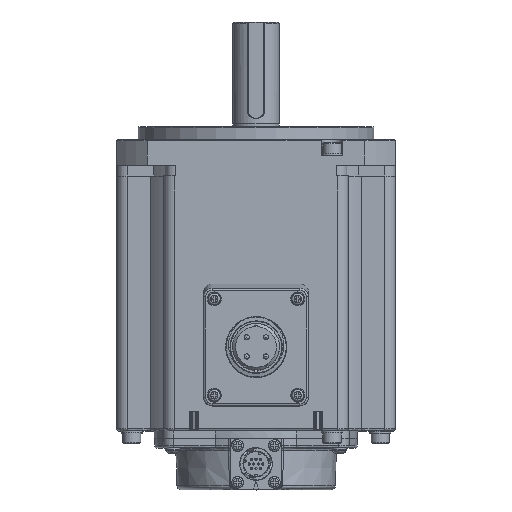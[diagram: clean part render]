
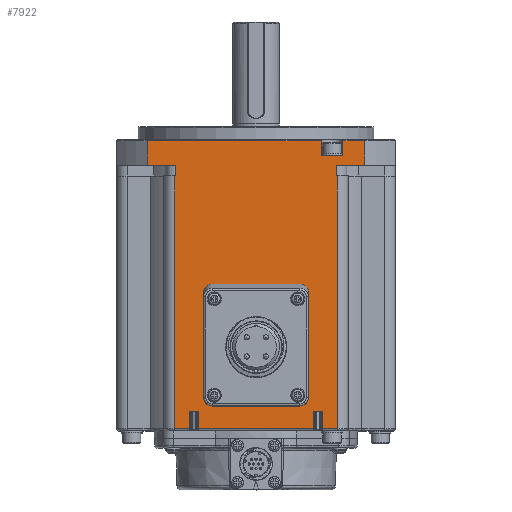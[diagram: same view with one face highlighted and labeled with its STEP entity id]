
A CAD part, top view. The second image highlights one B-rep face of the part: STEP entity #7922.
In plain terms, the highlighted planar face has unit normal (0, 0, 1).
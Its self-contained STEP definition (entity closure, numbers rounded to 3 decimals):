
#2453=CARTESIAN_POINT('',(-27.026,-11.,0.));
#2454=VERTEX_POINT('',#2453);
#2462=CARTESIAN_POINT('',(-30.974,-11.,0.));
#2463=VERTEX_POINT('',#2462);
#2464=CARTESIAN_POINT('',(-27.026,-11.,0.));
#2465=DIRECTION('',(-1.,0.,0.));
#2466=VECTOR('',#2465,3.949);
#2467=LINE('',#2464,#2466);
#2468=EDGE_CURVE('',#2454,#2463,#2467,.T.);
#2530=CARTESIAN_POINT('',(30.974,-11.,0.));
#2531=VERTEX_POINT('',#2530);
#2539=CARTESIAN_POINT('',(27.026,-11.,0.));
#2540=VERTEX_POINT('',#2539);
#2541=CARTESIAN_POINT('',(30.974,-11.,0.));
#2542=DIRECTION('',(-1.,0.,0.));
#2543=VECTOR('',#2542,3.949);
#2544=LINE('',#2541,#2543);
#2545=EDGE_CURVE('',#2531,#2540,#2544,.T.);
#5877=CARTESIAN_POINT('',(30.45,108.5,0.));
#5878=VERTEX_POINT('',#5877);
#5885=CARTESIAN_POINT('',(40.55,108.5,0.));
#5886=VERTEX_POINT('',#5885);
#5887=CARTESIAN_POINT('',(30.45,108.5,0.));
#5888=DIRECTION('',(1.,0.,0.));
#5889=VECTOR('',#5888,10.1);
#5890=LINE('',#5887,#5889);
#5891=EDGE_CURVE('',#5878,#5886,#5890,.T.);
#6653=CARTESIAN_POINT('',(50.806,104.,0.));
#6654=VERTEX_POINT('',#6653);
#6662=CARTESIAN_POINT('',(37.5,104.,0.));
#6663=VERTEX_POINT('',#6662);
#6664=CARTESIAN_POINT('',(50.806,104.,0.));
#6665=DIRECTION('',(-1.,0.,0.));
#6666=VECTOR('',#6665,13.306);
#6667=LINE('',#6664,#6666);
#6668=EDGE_CURVE('',#6654,#6663,#6667,.T.);
#6706=CARTESIAN_POINT('',(37.5,99.,0.));
#6707=VERTEX_POINT('',#6706);
#6708=CARTESIAN_POINT('',(37.5,104.,0.));
#6709=DIRECTION('',(0.,-1.,0.));
#6710=VECTOR('',#6709,5.);
#6711=LINE('',#6708,#6710);
#6712=EDGE_CURVE('',#6663,#6707,#6711,.T.);
#6730=CARTESIAN_POINT('',(-37.5,104.,0.));
#6731=VERTEX_POINT('',#6730);
#6740=CARTESIAN_POINT('',(-37.5,99.,0.));
#6741=VERTEX_POINT('',#6740);
#6749=CARTESIAN_POINT('',(-37.5,99.,0.));
#6750=DIRECTION('',(0.,1.,0.));
#6751=VECTOR('',#6750,5.);
#6752=LINE('',#6749,#6751);
#6753=EDGE_CURVE('',#6741,#6731,#6752,.T.);
#6763=CARTESIAN_POINT('',(-50.806,104.,0.));
#6764=VERTEX_POINT('',#6763);
#6793=CARTESIAN_POINT('',(-37.5,104.,0.));
#6794=DIRECTION('',(-1.,0.,0.));
#6795=VECTOR('',#6794,13.306);
#6796=LINE('',#6793,#6795);
#6797=EDGE_CURVE('',#6731,#6764,#6796,.T.);
#7699=CARTESIAN_POINT('',(-50.806,115.5,0.));
#7700=VERTEX_POINT('',#7699);
#7701=CARTESIAN_POINT('',(-50.806,104.,0.));
#7702=DIRECTION('',(0.,1.,0.));
#7703=VECTOR('',#7702,11.5);
#7704=LINE('',#7701,#7703);
#7705=EDGE_CURVE('',#6764,#7700,#7704,.T.);
#7719=CARTESIAN_POINT('',(38.,-7.,0.));
#7720=DIRECTION('',(0.,1.,0.));
#7721=DIRECTION('',(0.,-0.,1.));
#7722=AXIS2_PLACEMENT_3D('',#7719,#7721,#7720);
#7723=PLANE('',#7722);
#7724=ORIENTED_EDGE('',*,*,#2468,.F.);
#7725=CARTESIAN_POINT('',(-27.026,-19.,0.));
#7726=VERTEX_POINT('',#7725);
#7727=CARTESIAN_POINT('',(-27.026,-11.,0.));
#7728=DIRECTION('',(0.,-1.,0.));
#7729=VECTOR('',#7728,8.);
#7730=LINE('',#7727,#7729);
#7731=EDGE_CURVE('',#2454,#7726,#7730,.T.);
#7732=ORIENTED_EDGE('',*,*,#7731,.T.);
#7733=CARTESIAN_POINT('',(27.026,-19.,0.));
#7734=VERTEX_POINT('',#7733);
#7735=CARTESIAN_POINT('',(-27.026,-19.,0.));
#7736=DIRECTION('',(1.,0.,0.));
#7737=VECTOR('',#7736,54.051);
#7738=LINE('',#7735,#7737);
#7739=EDGE_CURVE('',#7726,#7734,#7738,.T.);
#7740=ORIENTED_EDGE('',*,*,#7739,.T.);
#7741=CARTESIAN_POINT('',(27.026,-19.,0.));
#7742=DIRECTION('',(0.,1.,0.));
#7743=VECTOR('',#7742,8.);
#7744=LINE('',#7741,#7743);
#7745=EDGE_CURVE('',#7734,#2540,#7744,.T.);
#7746=ORIENTED_EDGE('',*,*,#7745,.T.);
#7747=ORIENTED_EDGE('',*,*,#2545,.F.);
#7748=CARTESIAN_POINT('',(30.974,-19.,0.));
#7749=VERTEX_POINT('',#7748);
#7750=CARTESIAN_POINT('',(30.974,-11.,0.));
#7751=DIRECTION('',(0.,-1.,0.));
#7752=VECTOR('',#7751,8.);
#7753=LINE('',#7750,#7752);
#7754=EDGE_CURVE('',#2531,#7749,#7753,.T.);
#7755=ORIENTED_EDGE('',*,*,#7754,.T.);
#7756=CARTESIAN_POINT('',(38.,-19.,0.));
#7757=VERTEX_POINT('',#7756);
#7758=CARTESIAN_POINT('',(30.974,-19.,0.));
#7759=DIRECTION('',(1.,0.,0.));
#7760=VECTOR('',#7759,7.026);
#7761=LINE('',#7758,#7760);
#7762=EDGE_CURVE('',#7749,#7757,#7761,.T.);
#7763=ORIENTED_EDGE('',*,*,#7762,.T.);
#7764=CARTESIAN_POINT('',(38.,99.,0.));
#7765=VERTEX_POINT('',#7764);
#7766=CARTESIAN_POINT('',(38.,-19.,0.));
#7767=DIRECTION('',(0.,1.,0.));
#7768=VECTOR('',#7767,118.);
#7769=LINE('',#7766,#7768);
#7770=EDGE_CURVE('',#7757,#7765,#7769,.T.);
#7771=ORIENTED_EDGE('',*,*,#7770,.T.);
#7772=CARTESIAN_POINT('',(38.,99.,0.));
#7773=DIRECTION('',(-1.,0.,0.));
#7774=VECTOR('',#7773,0.5);
#7775=LINE('',#7772,#7774);
#7776=EDGE_CURVE('',#7765,#6707,#7775,.T.);
#7777=ORIENTED_EDGE('',*,*,#7776,.T.);
#7778=ORIENTED_EDGE('',*,*,#6712,.F.);
#7779=ORIENTED_EDGE('',*,*,#6668,.F.);
#7780=CARTESIAN_POINT('',(50.806,115.5,0.));
#7781=VERTEX_POINT('',#7780);
#7782=CARTESIAN_POINT('',(50.806,104.,0.));
#7783=DIRECTION('',(0.,1.,0.));
#7784=VECTOR('',#7783,11.5);
#7785=LINE('',#7782,#7784);
#7786=EDGE_CURVE('',#6654,#7781,#7785,.T.);
#7787=ORIENTED_EDGE('',*,*,#7786,.T.);
#7788=CARTESIAN_POINT('',(40.55,115.5,0.));
#7789=VERTEX_POINT('',#7788);
#7790=CARTESIAN_POINT('',(50.806,115.5,0.));
#7791=DIRECTION('',(-1.,0.,0.));
#7792=VECTOR('',#7791,10.256);
#7793=LINE('',#7790,#7792);
#7794=EDGE_CURVE('',#7781,#7789,#7793,.T.);
#7795=ORIENTED_EDGE('',*,*,#7794,.T.);
#7796=CARTESIAN_POINT('',(40.55,115.5,0.));
#7797=DIRECTION('',(0.,-1.,0.));
#7798=VECTOR('',#7797,7.);
#7799=LINE('',#7796,#7798);
#7800=EDGE_CURVE('',#7789,#5886,#7799,.T.);
#7801=ORIENTED_EDGE('',*,*,#7800,.T.);
#7802=ORIENTED_EDGE('',*,*,#5891,.F.);
#7803=CARTESIAN_POINT('',(30.45,115.5,0.));
#7804=VERTEX_POINT('',#7803);
#7805=CARTESIAN_POINT('',(30.45,108.5,0.));
#7806=DIRECTION('',(0.,1.,0.));
#7807=VECTOR('',#7806,7.);
#7808=LINE('',#7805,#7807);
#7809=EDGE_CURVE('',#5878,#7804,#7808,.T.);
#7810=ORIENTED_EDGE('',*,*,#7809,.T.);
#7811=CARTESIAN_POINT('',(30.45,115.5,0.));
#7812=DIRECTION('',(-1.,0.,0.));
#7813=VECTOR('',#7812,81.256);
#7814=LINE('',#7811,#7813);
#7815=EDGE_CURVE('',#7804,#7700,#7814,.T.);
#7816=ORIENTED_EDGE('',*,*,#7815,.T.);
#7817=ORIENTED_EDGE('',*,*,#7705,.F.);
#7818=ORIENTED_EDGE('',*,*,#6797,.F.);
#7819=ORIENTED_EDGE('',*,*,#6753,.F.);
#7820=CARTESIAN_POINT('',(-38.,99.,0.));
#7821=VERTEX_POINT('',#7820);
#7822=CARTESIAN_POINT('',(-37.5,99.,0.));
#7823=DIRECTION('',(-1.,0.,0.));
#7824=VECTOR('',#7823,0.5);
#7825=LINE('',#7822,#7824);
#7826=EDGE_CURVE('',#6741,#7821,#7825,.T.);
#7827=ORIENTED_EDGE('',*,*,#7826,.T.);
#7828=CARTESIAN_POINT('',(-38.,-19.,0.));
#7829=VERTEX_POINT('',#7828);
#7830=CARTESIAN_POINT('',(-38.,99.,0.));
#7831=DIRECTION('',(0.,-1.,0.));
#7832=VECTOR('',#7831,118.);
#7833=LINE('',#7830,#7832);
#7834=EDGE_CURVE('',#7821,#7829,#7833,.T.);
#7835=ORIENTED_EDGE('',*,*,#7834,.T.);
#7836=CARTESIAN_POINT('',(-30.974,-19.,0.));
#7837=VERTEX_POINT('',#7836);
#7838=CARTESIAN_POINT('',(-38.,-19.,0.));
#7839=DIRECTION('',(1.,0.,0.));
#7840=VECTOR('',#7839,7.026);
#7841=LINE('',#7838,#7840);
#7842=EDGE_CURVE('',#7829,#7837,#7841,.T.);
#7843=ORIENTED_EDGE('',*,*,#7842,.T.);
#7844=CARTESIAN_POINT('',(-30.974,-19.,0.));
#7845=DIRECTION('',(0.,1.,0.));
#7846=VECTOR('',#7845,8.);
#7847=LINE('',#7844,#7846);
#7848=EDGE_CURVE('',#7837,#2463,#7847,.T.);
#7849=ORIENTED_EDGE('',*,*,#7848,.T.);
#7850=EDGE_LOOP('',(#7724,#7732,#7740,#7746,#7747,#7755,#7763,#7771,#7777,#7778,#7779,#7787,#7795,#7801,#7802,#7810,#7816,#7817,#7818,#7819,#7827,#7835,#7843,#7849));
#7851=FACE_OUTER_BOUND('',#7850,.T.);
#7852=CARTESIAN_POINT('',(-20.5,48.5,0.));
#7853=VERTEX_POINT('',#7852);
#7854=CARTESIAN_POINT('',(20.5,48.5,0.));
#7855=VERTEX_POINT('',#7854);
#7856=CARTESIAN_POINT('',(-20.5,48.5,0.));
#7857=DIRECTION('',(1.,0.,0.));
#7858=VECTOR('',#7857,41.);
#7859=LINE('',#7856,#7858);
#7860=EDGE_CURVE('',#7853,#7855,#7859,.T.);
#7861=ORIENTED_EDGE('',*,*,#7860,.T.);
#7862=CARTESIAN_POINT('',(24.5,44.5,0.));
#7863=VERTEX_POINT('',#7862);
#7864=CARTESIAN_POINT('',(20.5,44.5,0.));
#7865=DIRECTION('',(0.,1.,0.));
#7866=DIRECTION('',(0.,-0.,-1.));
#7867=AXIS2_PLACEMENT_3D('',#7864,#7866,#7865);
#7868=CIRCLE('',#7867,4.);
#7869=EDGE_CURVE('',#7855,#7863,#7868,.T.);
#7870=ORIENTED_EDGE('',*,*,#7869,.T.);
#7871=CARTESIAN_POINT('',(24.5,-4.5,0.));
#7872=VERTEX_POINT('',#7871);
#7873=CARTESIAN_POINT('',(24.5,44.5,0.));
#7874=DIRECTION('',(0.,-1.,0.));
#7875=VECTOR('',#7874,49.);
#7876=LINE('',#7873,#7875);
#7877=EDGE_CURVE('',#7863,#7872,#7876,.T.);
#7878=ORIENTED_EDGE('',*,*,#7877,.T.);
#7879=CARTESIAN_POINT('',(20.5,-8.5,0.));
#7880=VERTEX_POINT('',#7879);
#7881=CARTESIAN_POINT('',(20.5,-4.5,0.));
#7882=DIRECTION('',(1.,0.,0.));
#7883=DIRECTION('',(-0.,0.,-1.));
#7884=AXIS2_PLACEMENT_3D('',#7881,#7883,#7882);
#7885=CIRCLE('',#7884,4.);
#7886=EDGE_CURVE('',#7872,#7880,#7885,.T.);
#7887=ORIENTED_EDGE('',*,*,#7886,.T.);
#7888=CARTESIAN_POINT('',(-20.5,-8.5,0.));
#7889=VERTEX_POINT('',#7888);
#7890=CARTESIAN_POINT('',(20.5,-8.5,0.));
#7891=DIRECTION('',(-1.,0.,0.));
#7892=VECTOR('',#7891,41.);
#7893=LINE('',#7890,#7892);
#7894=EDGE_CURVE('',#7880,#7889,#7893,.T.);
#7895=ORIENTED_EDGE('',*,*,#7894,.T.);
#7896=CARTESIAN_POINT('',(-24.5,-4.5,0.));
#7897=VERTEX_POINT('',#7896);
#7898=CARTESIAN_POINT('',(-20.5,-4.5,0.));
#7899=DIRECTION('',(0.,-1.,0.));
#7900=DIRECTION('',(0.,0.,-1.));
#7901=AXIS2_PLACEMENT_3D('',#7898,#7900,#7899);
#7902=CIRCLE('',#7901,4.);
#7903=EDGE_CURVE('',#7889,#7897,#7902,.T.);
#7904=ORIENTED_EDGE('',*,*,#7903,.T.);
#7905=CARTESIAN_POINT('',(-24.5,44.5,0.));
#7906=VERTEX_POINT('',#7905);
#7907=CARTESIAN_POINT('',(-24.5,-4.5,0.));
#7908=DIRECTION('',(0.,1.,0.));
#7909=VECTOR('',#7908,49.);
#7910=LINE('',#7907,#7909);
#7911=EDGE_CURVE('',#7897,#7906,#7910,.T.);
#7912=ORIENTED_EDGE('',*,*,#7911,.T.);
#7913=CARTESIAN_POINT('',(-20.5,44.5,0.));
#7914=DIRECTION('',(-1.,0.,0.));
#7915=DIRECTION('',(0.,0.,-1.));
#7916=AXIS2_PLACEMENT_3D('',#7913,#7915,#7914);
#7917=CIRCLE('',#7916,4.);
#7918=EDGE_CURVE('',#7906,#7853,#7917,.T.);
#7919=ORIENTED_EDGE('',*,*,#7918,.T.);
#7920=EDGE_LOOP('',(#7861,#7870,#7878,#7887,#7895,#7904,#7912,#7919));
#7921=FACE_BOUND('',#7920,.T.);
#7922=ADVANCED_FACE('',(#7851,#7921),#7723,.T.);
